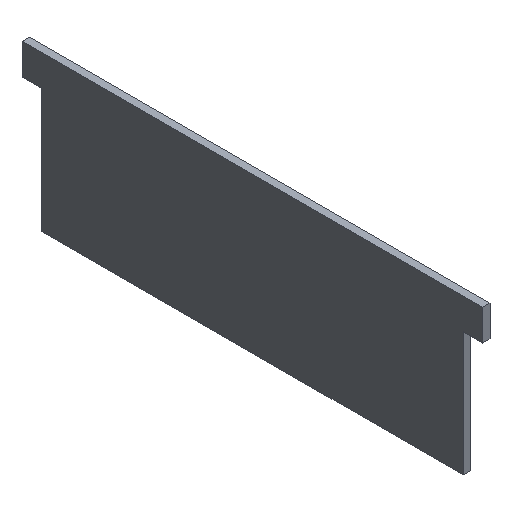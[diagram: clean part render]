
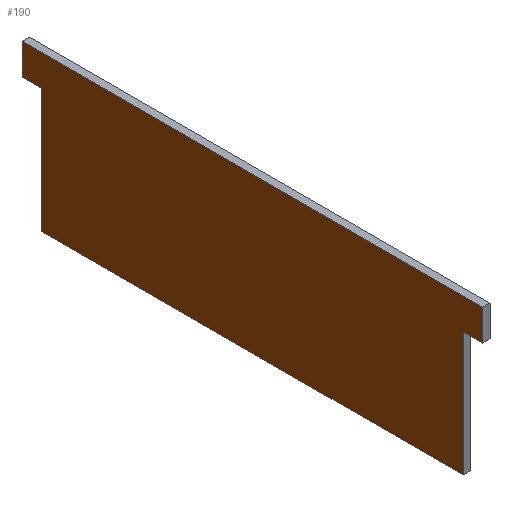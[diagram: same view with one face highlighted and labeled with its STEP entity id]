
A CAD part, isometric view. The second image highlights one B-rep face of the part: STEP entity #190.
In plain terms, the highlighted planar face has unit normal (-1, 0, 0).
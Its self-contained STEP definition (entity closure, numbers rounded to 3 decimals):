
#24=FACE_OUTER_BOUND('',#34,.T.);
#34=EDGE_LOOP('',(#163,#164,#165,#166,#167,#168,#169,#170));
#37=LINE('',#269,#61);
#40=LINE('',#275,#64);
#43=LINE('',#281,#67);
#46=LINE('',#287,#70);
#49=LINE('',#293,#73);
#52=LINE('',#299,#76);
#55=LINE('',#305,#79);
#58=LINE('',#309,#82);
#61=VECTOR('',#221,10.);
#64=VECTOR('',#226,10.);
#67=VECTOR('',#231,10.);
#70=VECTOR('',#236,10.);
#73=VECTOR('',#241,10.);
#76=VECTOR('',#246,10.);
#79=VECTOR('',#251,10.);
#82=VECTOR('',#256,10.);
#85=VERTEX_POINT('',#266);
#86=VERTEX_POINT('',#268);
#88=VERTEX_POINT('',#274);
#90=VERTEX_POINT('',#280);
#92=VERTEX_POINT('',#286);
#94=VERTEX_POINT('',#292);
#96=VERTEX_POINT('',#298);
#98=VERTEX_POINT('',#304);
#101=EDGE_CURVE('',#86,#85,#37,.T.);
#104=EDGE_CURVE('',#88,#86,#40,.T.);
#107=EDGE_CURVE('',#90,#88,#43,.T.);
#110=EDGE_CURVE('',#92,#90,#46,.T.);
#113=EDGE_CURVE('',#94,#92,#49,.T.);
#116=EDGE_CURVE('',#96,#94,#52,.T.);
#119=EDGE_CURVE('',#98,#96,#55,.T.);
#122=EDGE_CURVE('',#85,#98,#58,.T.);
#163=ORIENTED_EDGE('',*,*,#122,.T.);
#164=ORIENTED_EDGE('',*,*,#119,.T.);
#165=ORIENTED_EDGE('',*,*,#116,.T.);
#166=ORIENTED_EDGE('',*,*,#113,.T.);
#167=ORIENTED_EDGE('',*,*,#110,.T.);
#168=ORIENTED_EDGE('',*,*,#107,.T.);
#169=ORIENTED_EDGE('',*,*,#104,.T.);
#170=ORIENTED_EDGE('',*,*,#101,.T.);
#180=PLANE('',#214);
#190=ADVANCED_FACE('',(#24),#180,.T.);
#214=AXIS2_PLACEMENT_3D('',#311,#259,#260);
#221=DIRECTION('',(0.,-1.,0.));
#226=DIRECTION('',(0.,0.,-1.));
#231=DIRECTION('',(0.,-1.,0.));
#236=DIRECTION('',(0.,0.,-1.));
#241=DIRECTION('',(0.,1.,0.));
#246=DIRECTION('',(0.,0.,1.));
#251=DIRECTION('',(0.,-1.,0.));
#256=DIRECTION('',(0.,0.,1.));
#259=DIRECTION('center_axis',(-1.,0.,0.));
#260=DIRECTION('ref_axis',(0.,0.,1.));
#266=CARTESIAN_POINT('',(-1.9,-54.5,0.));
#268=CARTESIAN_POINT('',(-1.9,54.5,0.));
#269=CARTESIAN_POINT('',(-1.9,54.5,0.));
#274=CARTESIAN_POINT('',(-1.9,54.5,32.));
#275=CARTESIAN_POINT('',(-1.9,54.5,32.));
#280=CARTESIAN_POINT('',(-1.9,59.5,32.));
#281=CARTESIAN_POINT('',(-1.9,59.5,32.));
#286=CARTESIAN_POINT('',(-1.9,59.5,40.));
#287=CARTESIAN_POINT('',(-1.9,59.5,40.));
#292=CARTESIAN_POINT('',(-1.9,-59.5,40.));
#293=CARTESIAN_POINT('',(-1.9,-59.5,40.));
#298=CARTESIAN_POINT('',(-1.9,-59.5,32.));
#299=CARTESIAN_POINT('',(-1.9,-59.5,32.));
#304=CARTESIAN_POINT('',(-1.9,-54.5,32.));
#305=CARTESIAN_POINT('',(-1.9,-54.5,32.));
#309=CARTESIAN_POINT('',(-1.9,-54.5,0.));
#311=CARTESIAN_POINT('Origin',(-1.9,0.,20.));
